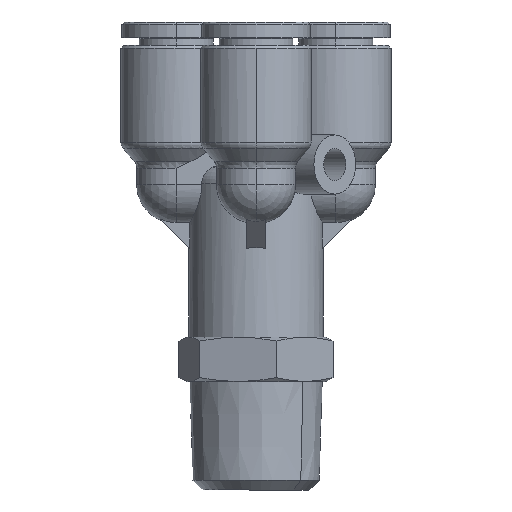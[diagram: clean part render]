
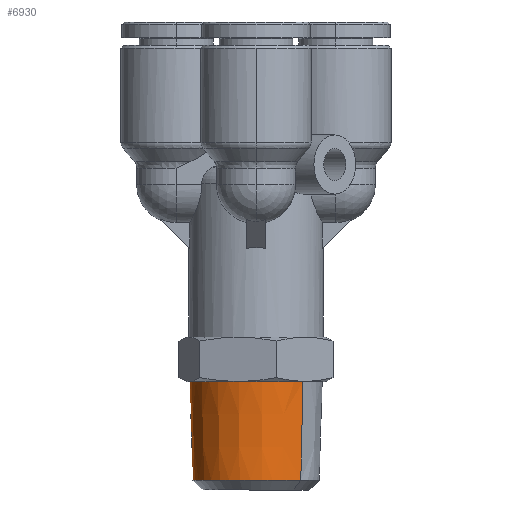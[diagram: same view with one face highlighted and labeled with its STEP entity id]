
A CAD part, front view. The second image highlights one B-rep face of the part: STEP entity #6930.
In plain terms, the highlighted conical face has half-angle 1.791 degrees and reference radius 6.562 mm.
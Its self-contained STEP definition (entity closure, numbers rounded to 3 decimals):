
#6045=CARTESIAN_POINT('',(32.868,-4.541,-17.436));
#6046=VERTEX_POINT('',#6045);
#6047=CARTESIAN_POINT('',(22.868,-4.762,-17.214));
#6048=VERTEX_POINT('',#6047);
#6049=CARTESIAN_POINT('',(32.868,-4.541,-17.436));
#6050=DIRECTION('',(-1.,-0.022,0.022));
#6051=VECTOR('',#6050,10.005);
#6052=LINE('',#6049,#6051);
#6053=EDGE_CURVE('',#6046,#6048,#6052,.T.);
#6055=CARTESIAN_POINT('',(32.868,4.541,-26.517));
#6056=VERTEX_POINT('',#6055);
#6064=CARTESIAN_POINT('',(22.868,4.762,-26.738));
#6065=VERTEX_POINT('',#6064);
#6066=CARTESIAN_POINT('',(22.868,4.762,-26.738));
#6067=DIRECTION('',(1.,-0.022,0.022));
#6068=VECTOR('',#6067,10.005);
#6069=LINE('',#6066,#6068);
#6070=EDGE_CURVE('',#6065,#6056,#6069,.T.);
#6110=CARTESIAN_POINT('',(32.868,0.,-21.976));
#6111=DIRECTION('',(1.,0.,0.));
#6112=DIRECTION('',(0.,0.707,-0.707));
#6113=AXIS2_PLACEMENT_3D('',#6110,#6111,#6112);
#6114=CIRCLE('',#6113,6.422);
#6115=EDGE_CURVE('',#6046,#6056,#6114,.T.);
#6913=CARTESIAN_POINT('',(28.368,0.,-21.976));
#6914=DIRECTION('',(-1.0,0.,0.));
#6915=DIRECTION('',(0.,-0.707,0.707));
#6916=AXIS2_PLACEMENT_3D('',#6913,#6914,#6915);
#6917=CONICAL_SURFACE('',#6916,6.563,1.791);
#6918=ORIENTED_EDGE('',*,*,#6053,.T.);
#6919=CARTESIAN_POINT('',(22.868,0.,-21.976));
#6920=DIRECTION('',(-1.,0.,0.));
#6921=DIRECTION('',(0.,-0.707,0.707));
#6922=AXIS2_PLACEMENT_3D('',#6919,#6920,#6921);
#6923=CIRCLE('',#6922,6.735);
#6924=EDGE_CURVE('',#6065,#6048,#6923,.T.);
#6925=ORIENTED_EDGE('',*,*,#6924,.F.);
#6926=ORIENTED_EDGE('',*,*,#6070,.T.);
#6927=ORIENTED_EDGE('',*,*,#6115,.F.);
#6928=EDGE_LOOP('',(#6918,#6925,#6926,#6927));
#6929=FACE_OUTER_BOUND('',#6928,.T.);
#6930=ADVANCED_FACE('',(#6929),#6917,.T.);
